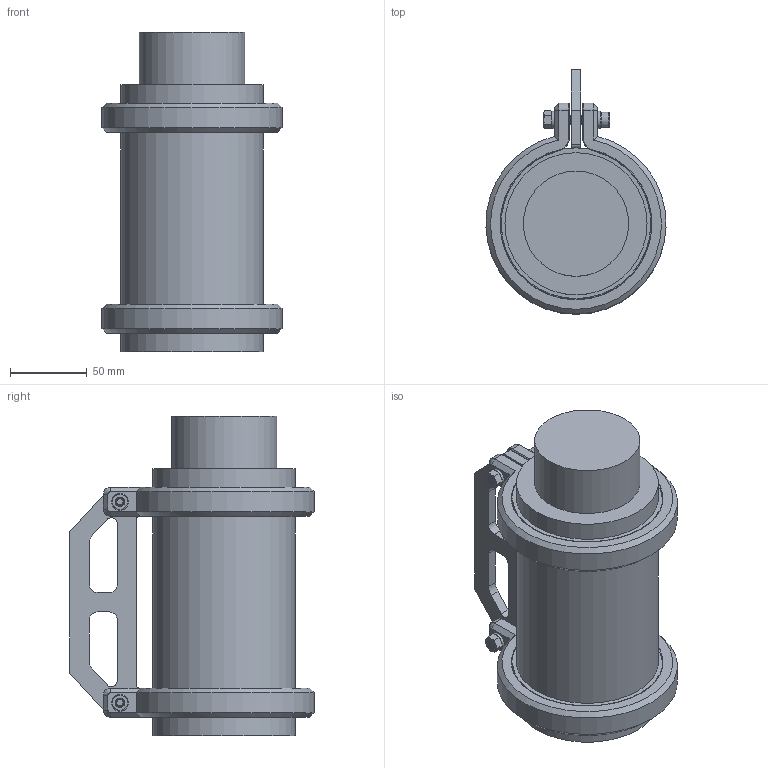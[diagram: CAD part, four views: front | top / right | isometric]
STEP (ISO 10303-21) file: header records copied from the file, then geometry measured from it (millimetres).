
FILE_DESCRIPTION(/* description */ (''),/* implementation_level */ '2;1');
FILE_NAME(/* name */ 'Buoy External v28.step',/* time_stamp */ '2021-09-01T23:00:45-04:00',/* author */ (''),/* organization */ (''),/* preprocessor_version */ 'ST-DEVELOPER v18.1',/* originating_system */ 'Autodesk Translation Framework v10.10.0.1391',/* authorisation */ '');
FILE_SCHEMA (('AUTOMOTIVE_DESIGN { 1 0 10303 214 3 1 1 }'));
Length unit declared in the file: millimetre
Products named in the file (11): Buoy External; Nalgene bottle v6; compressible foam 7503N61; clamp; compressible foam 7503N61 (Mirror); clamp(Mirror); handle; fasteners; M6 98688A116_ METRIC GENERAL PURPOSE WASHERS; M6 90591A151_ZINC-PLATED STEEL HEX NUT; M6x35 90128A267_Zinc-Plated Alloy Steel Socket Head Screw
Assembly tree (15 placements, depth 3):
  Buoy External
    Nalgene bottle v6
    compressible foam 7503N61
    clamp
    compressible foam 7503N61 (Mirror)
    clamp(Mirror)
    handle
    fasteners
      M6 98688A116_ METRIC GENERAL PURPOSE WASHERS  x4
      M6 90591A151_ZINC-PLATED STEEL HEX NUT  x2
      M6x35 90128A267_Zinc-Plated Alloy Steel Socket Head Screw  x2
Bounding box: 117.36 x 159.24 x 208.22 mm (x, y, z)
Volume: 1498752.2 mm3; surface area: 156206.5 mm2
Topology: 14 solids, 14 shells, 375 faces, 920 edges, 578 vertices
Faces by surface type: cylinder 176, plane 111, cone 80, bspline 8
Full cylindrical faces by diameter (mm): 4.701 x52, 6 x54, 6.254 x2, 6.4 x10, 10 x2, 11 x4, 68.6 x1, 92.64 x3, 98.99 x2
Entity records: 13681 total; most frequent: CARTESIAN_POINT 7592, ORIENTED_EDGE 1236, DIRECTION 1157, EDGE_CURVE 618, AXIS2_PLACEMENT_3D 434, VERTEX_POINT 385, LINE 289, VECTOR 289
